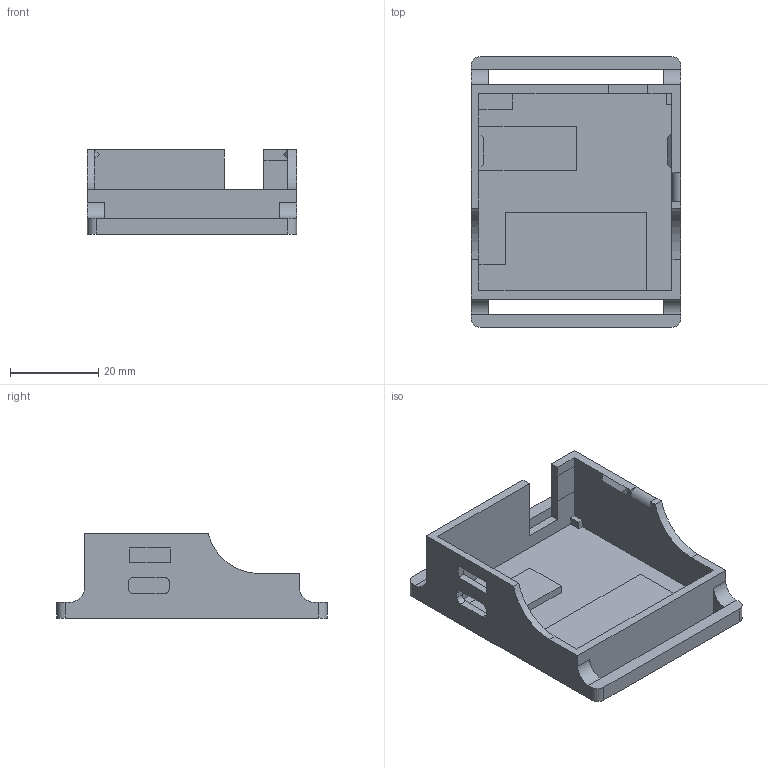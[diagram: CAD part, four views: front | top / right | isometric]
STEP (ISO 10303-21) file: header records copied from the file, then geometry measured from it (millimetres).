
FILE_DESCRIPTION(/* description */ (''),/* implementation_level */ '2;1');
FILE_NAME(/* name */ 'AceStacksCase.step',/* time_stamp */ '2023-11-06T19:58:57-05:00',/* author */ (''),/* organization */ (''),/* preprocessor_version */ 'ST-DEVELOPER v20',/* originating_system */ 'Autodesk Translation Framework v12.14.0.127',/* authorisation */ '');
FILE_SCHEMA (('AUTOMOTIVE_DESIGN { 1 0 10303 214 3 1 1 }'));
Length unit declared in the file: millimetre
Products named in the file (1): AceStacksCase
Bounding box: 47.44 x 61.38 x 19.1 mm (x, y, z)
Volume: 10135.2 mm3; surface area: 11275.9 mm2
Topology: 1 solids, 1 shells, 82 faces, 237 edges, 155 vertices
Faces by surface type: plane 66, cylinder 16
Entity records: 2710 total; most frequent: CARTESIAN_POINT 475, ORIENTED_EDGE 474, DIRECTION 435, EDGE_CURVE 237, LINE 205, VECTOR 205, VERTEX_POINT 155, AXIS2_PLACEMENT_3D 115
